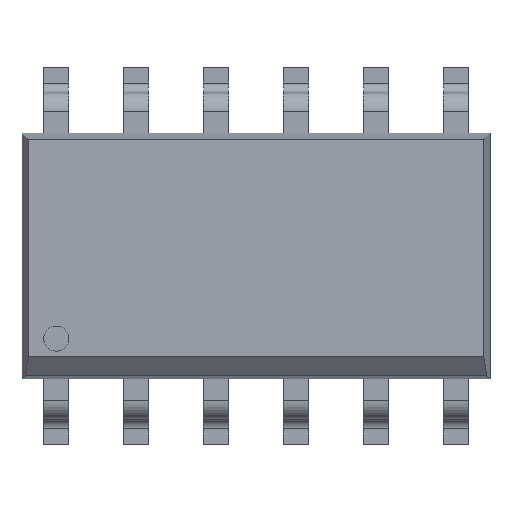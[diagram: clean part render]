
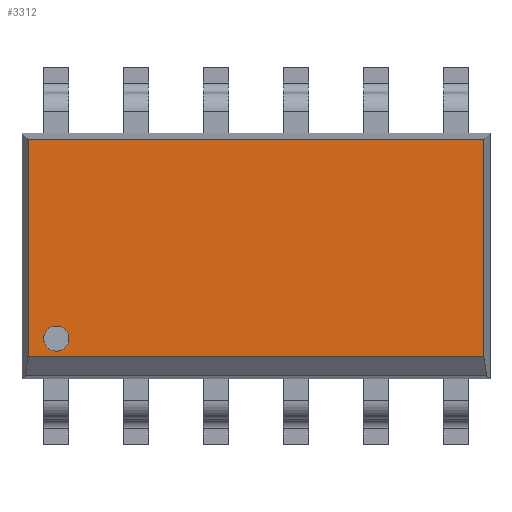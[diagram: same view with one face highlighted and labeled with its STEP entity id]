
A CAD part, top view. The second image highlights one B-rep face of the part: STEP entity #3312.
In plain terms, the highlighted planar face has unit normal (0, 0, 1).
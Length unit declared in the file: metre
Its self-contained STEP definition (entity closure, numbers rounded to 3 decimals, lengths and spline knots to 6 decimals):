
#191=CIRCLE('',#3765,0.0002);
#1073=ORIENTED_EDGE('',*,*,#1567,.T.);
#1074=ORIENTED_EDGE('',*,*,#1568,.T.);
#1075=ORIENTED_EDGE('',*,*,#1569,.T.);
#1076=ORIENTED_EDGE('',*,*,#1570,.T.);
#1077=ORIENTED_EDGE('',*,*,#1571,.T.);
#1567=EDGE_CURVE('',#1884,#1884,#191,.F.);
#1568=EDGE_CURVE('',#1885,#1886,#2244,.T.);
#1569=EDGE_CURVE('',#1886,#1887,#2245,.T.);
#1570=EDGE_CURVE('',#1887,#1888,#2246,.T.);
#1571=EDGE_CURVE('',#1888,#1885,#2247,.T.);
#1884=VERTEX_POINT('',#5665);
#1885=VERTEX_POINT('',#5667);
#1886=VERTEX_POINT('',#5668);
#1887=VERTEX_POINT('',#5670);
#1888=VERTEX_POINT('',#5672);
#2244=LINE('',#5666,#2611);
#2245=LINE('',#5669,#2612);
#2246=LINE('',#5671,#2613);
#2247=LINE('',#5673,#2614);
#2611=VECTOR('',#4693,1.);
#2612=VECTOR('',#4694,1.);
#2613=VECTOR('',#4695,1.);
#2614=VECTOR('',#4696,1.);
#2802=EDGE_LOOP('',(#1073));
#2803=EDGE_LOOP('',(#1074,#1075,#1076,#1077));
#2989=FACE_BOUND('',#2802,.T.);
#2990=FACE_BOUND('',#2803,.T.);
#3128=PLANE('',#3764);
#3312=ADVANCED_FACE('',(#2989,#2990),#3128,.T.);
#3764=AXIS2_PLACEMENT_3D('',#5663,#4689,#4690);
#3765=AXIS2_PLACEMENT_3D('',#5664,#4691,#4692);
#4689=DIRECTION('',(0.,0.,1.));
#4690=DIRECTION('',(1.,0.,0.));
#4691=DIRECTION('',(0.,0.,1.));
#4692=DIRECTION('',(1.,0.,0.));
#4693=DIRECTION('',(0.,-1.,0.));
#4694=DIRECTION('',(1.,0.,0.));
#4695=DIRECTION('',(0.,1.,0.));
#4696=DIRECTION('',(-1.,0.,0.));
#5663=CARTESIAN_POINT('',(0.,0.,0.00135));
#5664=CARTESIAN_POINT('',(-0.003175,-0.001315,0.00135));
#5665=CARTESIAN_POINT('',(-0.002975,-0.001315,0.00135));
#5666=CARTESIAN_POINT('',(-0.00362,-0.00195,0.00135));
#5667=CARTESIAN_POINT('',(-0.00362,0.00185,0.00135));
#5668=CARTESIAN_POINT('',(-0.00362,-0.0016,0.00135));
#5669=CARTESIAN_POINT('',(0.,-0.0016,0.00135));
#5670=CARTESIAN_POINT('',(0.00362,-0.0016,0.00135));
#5671=CARTESIAN_POINT('',(0.00362,0.,0.00135));
#5672=CARTESIAN_POINT('',(0.00362,0.00185,0.00135));
#5673=CARTESIAN_POINT('',(0.,0.00185,0.00135));
